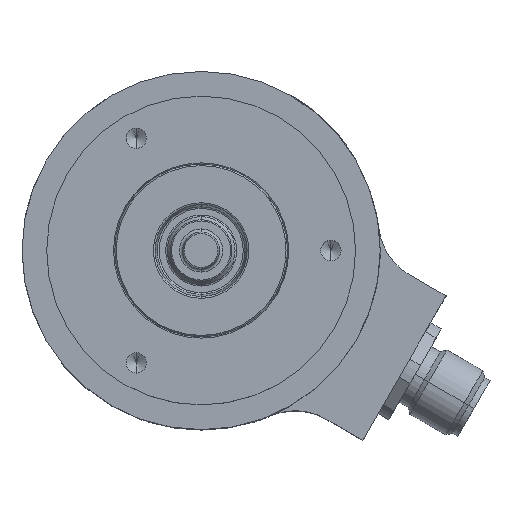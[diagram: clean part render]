
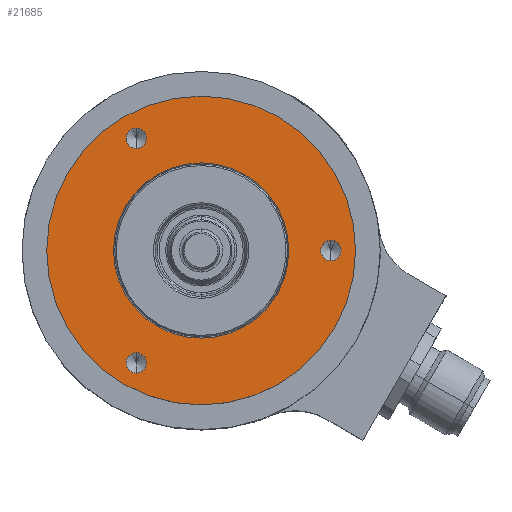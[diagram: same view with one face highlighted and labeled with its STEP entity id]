
A CAD part, top view. The second image highlights one B-rep face of the part: STEP entity #21685.
In plain terms, the highlighted planar face has unit normal (0, 0, 1).
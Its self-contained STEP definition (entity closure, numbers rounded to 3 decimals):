
#7002=CARTESIAN_POINT('',(0.,0.,27.));
#7003=DIRECTION('',(0.,0.,-1.));
#7004=DIRECTION('',(0.,1.,0.));
#7005=AXIS2_PLACEMENT_3D('',#7002,#7003,#7004);
#7007=CARTESIAN_POINT('',(0.,0.,27.));
#7008=DIRECTION('',(0.,0.,-1.));
#7009=DIRECTION('',(0.,-1.,0.));
#7010=AXIS2_PLACEMENT_3D('',#7007,#7008,#7009);
#7012=CARTESIAN_POINT('',(21.,0.,27.));
#7013=DIRECTION('',(0.,0.,1.));
#7014=DIRECTION('',(0.,-1.,0.));
#7015=AXIS2_PLACEMENT_3D('',#7012,#7013,#7014);
#7017=CARTESIAN_POINT('',(21.,0.,27.));
#7018=DIRECTION('',(0.,0.,1.));
#7019=DIRECTION('',(0.,1.,0.));
#7020=AXIS2_PLACEMENT_3D('',#7017,#7018,#7019);
#7022=CARTESIAN_POINT('',(-10.5,-18.187,27.));
#7023=DIRECTION('',(0.,0.,1.));
#7024=DIRECTION('',(0.,-1.,0.));
#7025=AXIS2_PLACEMENT_3D('',#7022,#7023,#7024);
#7027=CARTESIAN_POINT('',(-10.5,-18.187,27.));
#7028=DIRECTION('',(0.,0.,1.));
#7029=DIRECTION('',(0.,1.,0.));
#7030=AXIS2_PLACEMENT_3D('',#7027,#7028,#7029);
#7032=CARTESIAN_POINT('',(-10.5,18.187,27.));
#7033=DIRECTION('',(0.,0.,1.));
#7034=DIRECTION('',(0.,-1.,0.));
#7035=AXIS2_PLACEMENT_3D('',#7032,#7033,#7034);
#7037=CARTESIAN_POINT('',(-10.5,18.187,27.));
#7038=DIRECTION('',(0.,0.,1.));
#7039=DIRECTION('',(0.,1.,0.));
#7040=AXIS2_PLACEMENT_3D('',#7037,#7038,#7039);
#7047=CARTESIAN_POINT('',(0.,0.,27.));
#7048=DIRECTION('',(0.,0.,-1.));
#7049=DIRECTION('',(-1.,0.,0.));
#7050=AXIS2_PLACEMENT_3D('',#7047,#7048,#7049);
#7065=CARTESIAN_POINT('',(0.,0.,27.));
#7066=DIRECTION('',(0.,0.,-1.));
#7067=DIRECTION('',(1.,0.,0.));
#7068=AXIS2_PLACEMENT_3D('',#7065,#7066,#7067);
#14385=CARTESIAN_POINT('',(0.,25.,27.));
#14386=CARTESIAN_POINT('',(0.,-25.,27.));
#14387=VERTEX_POINT('',#14385);
#14388=VERTEX_POINT('',#14386);
#14413=CARTESIAN_POINT('',(14.188,0.,27.));
#14414=CARTESIAN_POINT('',(-14.188,0.,27.));
#14415=VERTEX_POINT('',#14413);
#14416=VERTEX_POINT('',#14414);
#14427=CARTESIAN_POINT('',(21.,-1.65,27.));
#14428=CARTESIAN_POINT('',(21.,1.65,27.));
#14429=VERTEX_POINT('',#14427);
#14430=VERTEX_POINT('',#14428);
#14437=CARTESIAN_POINT('',(-10.5,-19.837,27.));
#14438=CARTESIAN_POINT('',(-10.5,-16.537,27.));
#14439=VERTEX_POINT('',#14437);
#14440=VERTEX_POINT('',#14438);
#14447=CARTESIAN_POINT('',(-10.5,16.537,27.));
#14448=CARTESIAN_POINT('',(-10.5,19.837,27.));
#14449=VERTEX_POINT('',#14447);
#14450=VERTEX_POINT('',#14448);
#21651=CARTESIAN_POINT('',(0.,0.,27.));
#21652=DIRECTION('',(0.,0.,1.));
#21653=DIRECTION('',(1.,0.,0.));
#21654=AXIS2_PLACEMENT_3D('',#21651,#21652,#21653);
#21655=PLANE('',#21654);
#21657=ORIENTED_EDGE('',*,*,#21656,.T.);
#21658=ORIENTED_EDGE('',*,*,#21641,.T.);
#21659=EDGE_LOOP('',(#21657,#21658));
#21660=FACE_OUTER_BOUND('',#21659,.F.);
#21662=ORIENTED_EDGE('',*,*,#21661,.F.);
#21664=ORIENTED_EDGE('',*,*,#21663,.F.);
#21665=EDGE_LOOP('',(#21662,#21664));
#21666=FACE_BOUND('',#21665,.F.);
#21668=ORIENTED_EDGE('',*,*,#21667,.T.);
#21670=ORIENTED_EDGE('',*,*,#21669,.T.);
#21671=EDGE_LOOP('',(#21668,#21670));
#21672=FACE_BOUND('',#21671,.F.);
#21674=ORIENTED_EDGE('',*,*,#21673,.T.);
#21676=ORIENTED_EDGE('',*,*,#21675,.T.);
#21677=EDGE_LOOP('',(#21674,#21676));
#21678=FACE_BOUND('',#21677,.F.);
#21680=ORIENTED_EDGE('',*,*,#21679,.T.);
#21682=ORIENTED_EDGE('',*,*,#21681,.T.);
#21683=EDGE_LOOP('',(#21680,#21682));
#21684=FACE_BOUND('',#21683,.F.);
#7006=CIRCLE('',#7005,25.);
#7011=CIRCLE('',#7010,25.);
#7016=CIRCLE('',#7015,1.65);
#7021=CIRCLE('',#7020,1.65);
#7026=CIRCLE('',#7025,1.65);
#7031=CIRCLE('',#7030,1.65);
#7036=CIRCLE('',#7035,1.65);
#7041=CIRCLE('',#7040,1.65);
#7051=CIRCLE('',#7050,14.188);
#7069=CIRCLE('',#7068,14.188);
#21641=EDGE_CURVE('',#14388,#14387,#7011,.T.);
#21656=EDGE_CURVE('',#14387,#14388,#7006,.T.);
#21661=EDGE_CURVE('',#14416,#14415,#7051,.T.);
#21663=EDGE_CURVE('',#14415,#14416,#7069,.T.);
#21667=EDGE_CURVE('',#14429,#14430,#7016,.T.);
#21669=EDGE_CURVE('',#14430,#14429,#7021,.T.);
#21673=EDGE_CURVE('',#14439,#14440,#7026,.T.);
#21675=EDGE_CURVE('',#14440,#14439,#7031,.T.);
#21679=EDGE_CURVE('',#14449,#14450,#7036,.T.);
#21681=EDGE_CURVE('',#14450,#14449,#7041,.T.);
#21685=ADVANCED_FACE('',(#21660,#21666,#21672,#21678,#21684),#21655,.T.);
